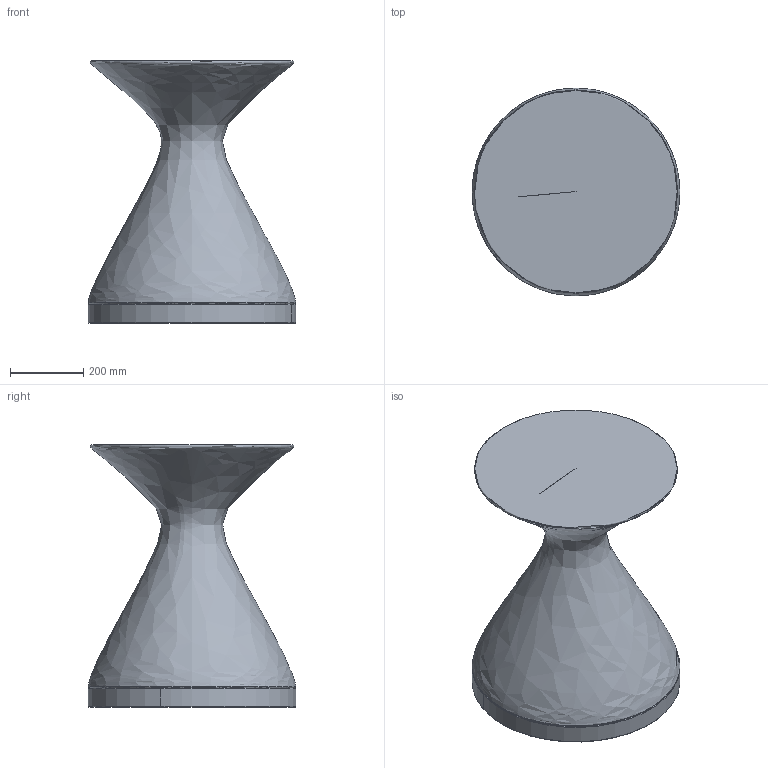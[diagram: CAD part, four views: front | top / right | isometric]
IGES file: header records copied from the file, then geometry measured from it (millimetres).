
Start section: THIS IS AN IGES FILE PRODUCED BY FORM-Z.                              , COPYRIGHT 1993, AUTO-DES-SYS INC.                                     ;
Global section: file name: tavolo DOLLY - modello 3D basamento _30-11-18.igs; native system: formZ v 8.5.7; preprocessor: iges translator v 2.0; author: MJB; organization: AUTO-DES-SYS INC.; date: 190107.200817; units: millimetre
Bounding box: 567.57 x 567.27 x 716.04 mm (x, y, z)
Volume: 86516556.1 mm3; surface area: 1971060.7 mm2
Topology: 2 solids, 2 shells, 11 faces, 25 edges, 17 vertices
Faces by surface type: torus 4, plane 3, cylinder 2, bspline 2
